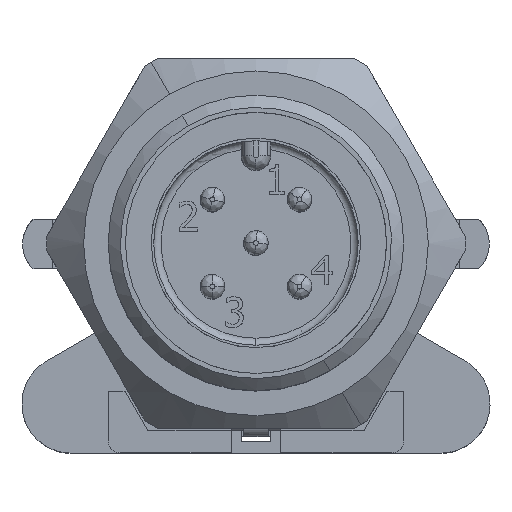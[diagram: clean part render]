
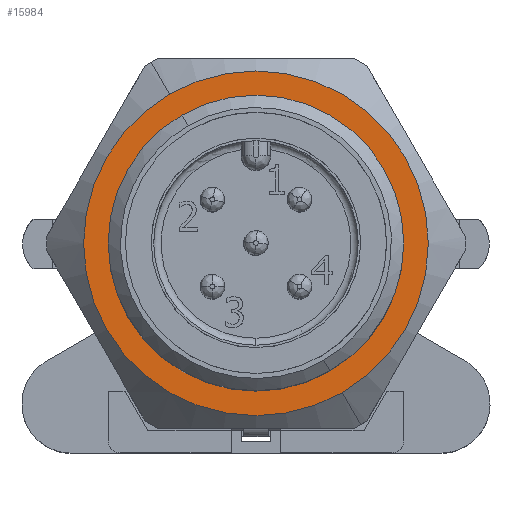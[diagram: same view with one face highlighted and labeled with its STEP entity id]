
A CAD part, top view. The second image highlights one B-rep face of the part: STEP entity #15984.
In plain terms, the highlighted planar face has unit normal (0, 0, 1).
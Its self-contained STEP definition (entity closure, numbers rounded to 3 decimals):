
#15088=AXIS2_PLACEMENT_3D('Circle Axis2P3D',#15086,#15087,$) ;
#15119=AXIS2_PLACEMENT_3D('Circle Axis2P3D',#15117,#15118,$) ;
#15960=AXIS2_PLACEMENT_3D('Plane Axis2P3D',#15957,#15958,#15959) ;
#15968=AXIS2_PLACEMENT_3D('Circle Axis2P3D',#15966,#15967,$) ;
#15977=AXIS2_PLACEMENT_3D('Circle Axis2P3D',#15975,#15976,$) ;
#15083=CARTESIAN_POINT('Vertex',(12.965,2.442,19.1)) ;
#15086=CARTESIAN_POINT('Axis2P3D Location',(9.468,8.5,19.1)) ;
#15090=CARTESIAN_POINT('Vertex',(5.97,14.558,19.1)) ;
#15117=CARTESIAN_POINT('Axis2P3D Location',(9.468,8.5,19.1)) ;
#15957=CARTESIAN_POINT('Axis2P3D Location',(5.805,14.844,19.1)) ;
#15966=CARTESIAN_POINT('Axis2P3D Location',(9.468,8.5,19.1)) ;
#15970=CARTESIAN_POINT('Vertex',(12.468,3.304,19.1)) ;
#15972=CARTESIAN_POINT('Vertex',(6.468,13.696,19.1)) ;
#15975=CARTESIAN_POINT('Axis2P3D Location',(9.468,8.5,19.1)) ;
#15087=DIRECTION('Axis2P3D Direction',(0.,0.,-1.)) ;
#15118=DIRECTION('Axis2P3D Direction',(0.,0.,-1.)) ;
#15958=DIRECTION('Axis2P3D Direction',(0.,0.,1.)) ;
#15959=DIRECTION('Axis2P3D XDirection',(0.866,0.5,0.)) ;
#15967=DIRECTION('Axis2P3D Direction',(0.,0.,1.)) ;
#15976=DIRECTION('Axis2P3D Direction',(0.,0.,1.)) ;
#15963=ORIENTED_EDGE('',*,*,#15121,.T.) ;
#15964=ORIENTED_EDGE('',*,*,#15092,.T.) ;
#15981=ORIENTED_EDGE('',*,*,#15974,.F.) ;
#15982=ORIENTED_EDGE('',*,*,#15979,.F.) ;
#15983=FACE_BOUND('',#15980,.T.) ;
#15984=ADVANCED_FACE('V1',(#15965,#15983),#15961,.T.) ;
#15089=CIRCLE('generated circle',#15088,6.995) ;
#15120=CIRCLE('generated circle',#15119,6.995) ;
#15969=CIRCLE('generated circle',#15968,6.) ;
#15978=CIRCLE('generated circle',#15977,6.) ;
#15092=EDGE_CURVE('',#15091,#15084,#15089,.F.) ;
#15121=EDGE_CURVE('',#15084,#15091,#15120,.F.) ;
#15974=EDGE_CURVE('',#15971,#15973,#15969,.T.) ;
#15979=EDGE_CURVE('',#15973,#15971,#15978,.T.) ;
#15962=EDGE_LOOP('',(#15963,#15964)) ;
#15980=EDGE_LOOP('',(#15981,#15982)) ;
#15965=FACE_OUTER_BOUND('',#15962,.T.) ;
#15961=PLANE('',#15960) ;
#15084=VERTEX_POINT('',#15083) ;
#15091=VERTEX_POINT('',#15090) ;
#15971=VERTEX_POINT('',#15970) ;
#15973=VERTEX_POINT('',#15972) ;
